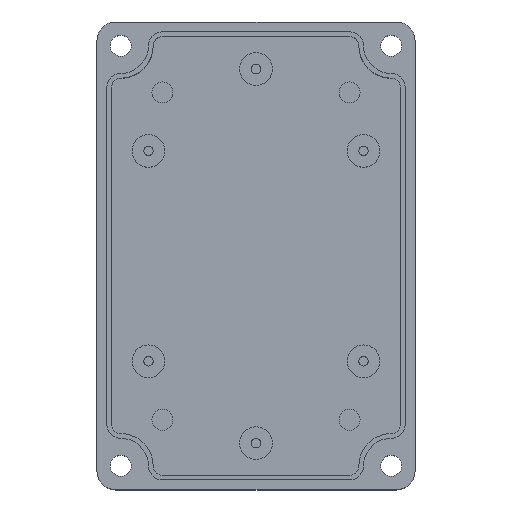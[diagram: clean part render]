
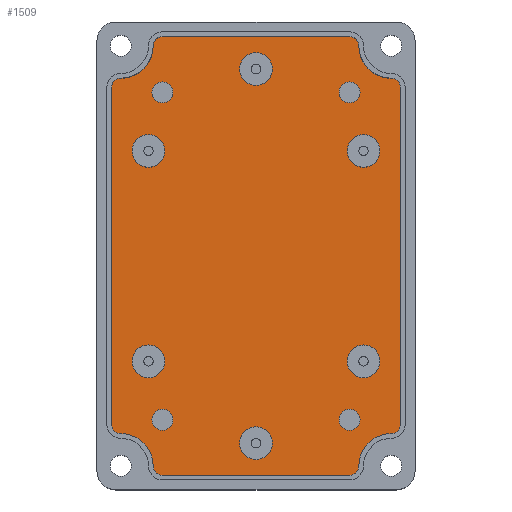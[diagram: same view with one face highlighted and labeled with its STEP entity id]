
A CAD part, top view. The second image highlights one B-rep face of the part: STEP entity #1509.
In plain terms, the highlighted planar face has unit normal (0, 0, 1).
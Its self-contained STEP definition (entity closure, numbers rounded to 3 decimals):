
#30=FACE_BOUND('',#519,.T.);
#31=FACE_BOUND('',#520,.T.);
#32=FACE_BOUND('',#521,.T.);
#33=FACE_BOUND('',#522,.T.);
#34=FACE_BOUND('',#523,.T.);
#35=FACE_BOUND('',#524,.T.);
#36=FACE_BOUND('',#525,.T.);
#37=FACE_BOUND('',#526,.T.);
#38=FACE_BOUND('',#527,.T.);
#39=FACE_BOUND('',#528,.T.);
#77=PLANE('',#1729);
#133=LINE('',#2553,#225);
#139=LINE('',#2577,#231);
#142=LINE('',#2583,#234);
#148=LINE('',#2607,#240);
#225=VECTOR('',#2089,10.);
#231=VECTOR('',#2115,10.);
#234=VECTOR('',#2120,10.);
#240=VECTOR('',#2146,10.);
#407=FACE_OUTER_BOUND('',#518,.T.);
#518=EDGE_LOOP('',(#1333,#1334,#1335,#1336,#1337,#1338,#1339,#1340,#1341,
#1342,#1343,#1344,#1345,#1346,#1347,#1348));
#519=EDGE_LOOP('',(#1349));
#520=EDGE_LOOP('',(#1350));
#521=EDGE_LOOP('',(#1351));
#522=EDGE_LOOP('',(#1352));
#523=EDGE_LOOP('',(#1353));
#524=EDGE_LOOP('',(#1354));
#525=EDGE_LOOP('',(#1355));
#526=EDGE_LOOP('',(#1356));
#527=EDGE_LOOP('',(#1357));
#528=EDGE_LOOP('',(#1358));
#574=CIRCLE('',#1586,2.25);
#576=CIRCLE('',#1590,3.5);
#580=CIRCLE('',#1598,3.5);
#584=CIRCLE('',#1606,3.5);
#588=CIRCLE('',#1614,2.25);
#590=CIRCLE('',#1618,2.25);
#592=CIRCLE('',#1622,3.5);
#596=CIRCLE('',#1630,3.5);
#600=CIRCLE('',#1638,3.5);
#604=CIRCLE('',#1646,2.25);
#617=CIRCLE('',#1669,2.);
#619=CIRCLE('',#1672,6.9);
#621=CIRCLE('',#1675,2.);
#623=CIRCLE('',#1679,2.);
#625=CIRCLE('',#1682,6.9);
#627=CIRCLE('',#1685,2.);
#629=CIRCLE('',#1690,2.);
#631=CIRCLE('',#1693,6.9);
#633=CIRCLE('',#1696,2.);
#635=CIRCLE('',#1700,2.);
#637=CIRCLE('',#1703,6.9);
#639=CIRCLE('',#1706,2.);
#693=VERTEX_POINT('',#2370);
#695=VERTEX_POINT('',#2377);
#699=VERTEX_POINT('',#2391);
#703=VERTEX_POINT('',#2405);
#707=VERTEX_POINT('',#2419);
#709=VERTEX_POINT('',#2426);
#711=VERTEX_POINT('',#2433);
#715=VERTEX_POINT('',#2447);
#719=VERTEX_POINT('',#2461);
#723=VERTEX_POINT('',#2475);
#742=VERTEX_POINT('',#2531);
#743=VERTEX_POINT('',#2532);
#746=VERTEX_POINT('',#2540);
#748=VERTEX_POINT('',#2546);
#750=VERTEX_POINT('',#2552);
#752=VERTEX_POINT('',#2558);
#754=VERTEX_POINT('',#2564);
#756=VERTEX_POINT('',#2570);
#758=VERTEX_POINT('',#2576);
#760=VERTEX_POINT('',#2582);
#762=VERTEX_POINT('',#2588);
#764=VERTEX_POINT('',#2594);
#766=VERTEX_POINT('',#2600);
#768=VERTEX_POINT('',#2606);
#770=VERTEX_POINT('',#2612);
#772=VERTEX_POINT('',#2618);
#846=EDGE_CURVE('',#693,#693,#574,.T.);
#849=EDGE_CURVE('',#695,#695,#576,.T.);
#855=EDGE_CURVE('',#699,#699,#580,.T.);
#861=EDGE_CURVE('',#703,#703,#584,.T.);
#867=EDGE_CURVE('',#707,#707,#588,.T.);
#870=EDGE_CURVE('',#709,#709,#590,.T.);
#873=EDGE_CURVE('',#711,#711,#592,.T.);
#879=EDGE_CURVE('',#715,#715,#596,.T.);
#885=EDGE_CURVE('',#719,#719,#600,.T.);
#891=EDGE_CURVE('',#723,#723,#604,.T.);
#917=EDGE_CURVE('',#742,#743,#617,.T.);
#921=EDGE_CURVE('',#746,#742,#619,.T.);
#924=EDGE_CURVE('',#748,#746,#621,.T.);
#927=EDGE_CURVE('',#750,#748,#133,.T.);
#930=EDGE_CURVE('',#752,#750,#623,.T.);
#933=EDGE_CURVE('',#754,#752,#625,.T.);
#936=EDGE_CURVE('',#756,#754,#627,.T.);
#939=EDGE_CURVE('',#758,#756,#139,.T.);
#942=EDGE_CURVE('',#743,#760,#142,.T.);
#945=EDGE_CURVE('',#760,#762,#629,.T.);
#948=EDGE_CURVE('',#762,#764,#631,.T.);
#951=EDGE_CURVE('',#764,#766,#633,.T.);
#954=EDGE_CURVE('',#766,#768,#148,.T.);
#957=EDGE_CURVE('',#768,#770,#635,.T.);
#960=EDGE_CURVE('',#770,#772,#637,.T.);
#963=EDGE_CURVE('',#772,#758,#639,.T.);
#1333=ORIENTED_EDGE('',*,*,#939,.T.);
#1334=ORIENTED_EDGE('',*,*,#936,.T.);
#1335=ORIENTED_EDGE('',*,*,#933,.T.);
#1336=ORIENTED_EDGE('',*,*,#930,.T.);
#1337=ORIENTED_EDGE('',*,*,#927,.T.);
#1338=ORIENTED_EDGE('',*,*,#924,.T.);
#1339=ORIENTED_EDGE('',*,*,#921,.T.);
#1340=ORIENTED_EDGE('',*,*,#917,.T.);
#1341=ORIENTED_EDGE('',*,*,#942,.T.);
#1342=ORIENTED_EDGE('',*,*,#945,.T.);
#1343=ORIENTED_EDGE('',*,*,#948,.T.);
#1344=ORIENTED_EDGE('',*,*,#951,.T.);
#1345=ORIENTED_EDGE('',*,*,#954,.T.);
#1346=ORIENTED_EDGE('',*,*,#957,.T.);
#1347=ORIENTED_EDGE('',*,*,#960,.T.);
#1348=ORIENTED_EDGE('',*,*,#963,.T.);
#1349=ORIENTED_EDGE('',*,*,#846,.T.);
#1350=ORIENTED_EDGE('',*,*,#867,.T.);
#1351=ORIENTED_EDGE('',*,*,#870,.T.);
#1352=ORIENTED_EDGE('',*,*,#891,.T.);
#1353=ORIENTED_EDGE('',*,*,#855,.T.);
#1354=ORIENTED_EDGE('',*,*,#861,.T.);
#1355=ORIENTED_EDGE('',*,*,#873,.T.);
#1356=ORIENTED_EDGE('',*,*,#885,.T.);
#1357=ORIENTED_EDGE('',*,*,#879,.T.);
#1358=ORIENTED_EDGE('',*,*,#849,.T.);
#1509=ADVANCED_FACE('',(#407,#30,#31,#32,#33,#34,#35,#36,#37,#38,#39),#77,
 .T.);
#1586=AXIS2_PLACEMENT_3D('',#2372,#1873,#1874);
#1590=AXIS2_PLACEMENT_3D('',#2379,#1882,#1883);
#1598=AXIS2_PLACEMENT_3D('',#2393,#1900,#1901);
#1606=AXIS2_PLACEMENT_3D('',#2407,#1918,#1919);
#1614=AXIS2_PLACEMENT_3D('',#2421,#1936,#1937);
#1618=AXIS2_PLACEMENT_3D('',#2428,#1945,#1946);
#1622=AXIS2_PLACEMENT_3D('',#2435,#1954,#1955);
#1630=AXIS2_PLACEMENT_3D('',#2449,#1972,#1973);
#1638=AXIS2_PLACEMENT_3D('',#2463,#1990,#1991);
#1646=AXIS2_PLACEMENT_3D('',#2477,#2008,#2009);
#1669=AXIS2_PLACEMENT_3D('',#2533,#2067,#2068);
#1672=AXIS2_PLACEMENT_3D('',#2541,#2075,#2076);
#1675=AXIS2_PLACEMENT_3D('',#2547,#2082,#2083);
#1679=AXIS2_PLACEMENT_3D('',#2559,#2094,#2095);
#1682=AXIS2_PLACEMENT_3D('',#2565,#2101,#2102);
#1685=AXIS2_PLACEMENT_3D('',#2571,#2108,#2109);
#1690=AXIS2_PLACEMENT_3D('',#2589,#2125,#2126);
#1693=AXIS2_PLACEMENT_3D('',#2595,#2132,#2133);
#1696=AXIS2_PLACEMENT_3D('',#2601,#2139,#2140);
#1700=AXIS2_PLACEMENT_3D('',#2613,#2151,#2152);
#1703=AXIS2_PLACEMENT_3D('',#2619,#2158,#2159);
#1706=AXIS2_PLACEMENT_3D('',#2624,#2165,#2166);
#1729=AXIS2_PLACEMENT_3D('',#2672,#2222,#2223);
#1873=DIRECTION('center_axis',(0.,0.,-1.));
#1874=DIRECTION('ref_axis',(1.,0.,0.));
#1882=DIRECTION('center_axis',(0.,0.,-1.));
#1883=DIRECTION('ref_axis',(1.,0.,0.));
#1900=DIRECTION('center_axis',(0.,0.,-1.));
#1901=DIRECTION('ref_axis',(-1.,0.,0.));
#1918=DIRECTION('center_axis',(0.,0.,-1.));
#1919=DIRECTION('ref_axis',(1.,0.,0.));
#1936=DIRECTION('center_axis',(0.,0.,-1.));
#1937=DIRECTION('ref_axis',(1.,0.,0.));
#1945=DIRECTION('center_axis',(0.,0.,-1.));
#1946=DIRECTION('ref_axis',(1.,0.,0.));
#1954=DIRECTION('center_axis',(0.,0.,-1.));
#1955=DIRECTION('ref_axis',(1.,0.,0.));
#1972=DIRECTION('center_axis',(0.,0.,-1.));
#1973=DIRECTION('ref_axis',(-1.,0.,0.));
#1990=DIRECTION('center_axis',(0.,0.,-1.));
#1991=DIRECTION('ref_axis',(1.,0.,0.));
#2008=DIRECTION('center_axis',(0.,0.,-1.));
#2009=DIRECTION('ref_axis',(1.,0.,0.));
#2067=DIRECTION('center_axis',(0.,0.,1.));
#2068=DIRECTION('ref_axis',(-1.,0.,0.));
#2075=DIRECTION('center_axis',(0.,0.,-1.));
#2076=DIRECTION('ref_axis',(0.,1.,0.));
#2082=DIRECTION('center_axis',(0.,0.,1.));
#2083=DIRECTION('ref_axis',(-1.,0.,0.));
#2089=DIRECTION('',(0.,-1.,0.));
#2094=DIRECTION('center_axis',(0.,0.,1.));
#2095=DIRECTION('ref_axis',(0.,1.,0.));
#2101=DIRECTION('center_axis',(0.,0.,-1.));
#2102=DIRECTION('ref_axis',(1.,0.,0.));
#2108=DIRECTION('center_axis',(0.,0.,1.));
#2109=DIRECTION('ref_axis',(0.,1.,0.));
#2115=DIRECTION('',(-1.,0.,0.));
#2120=DIRECTION('',(1.,0.,0.));
#2125=DIRECTION('center_axis',(0.,0.,1.));
#2126=DIRECTION('ref_axis',(0.,-1.,0.));
#2132=DIRECTION('center_axis',(0.,0.,-1.));
#2133=DIRECTION('ref_axis',(-1.,0.,0.));
#2139=DIRECTION('center_axis',(0.,0.,1.));
#2140=DIRECTION('ref_axis',(0.,-1.,0.));
#2146=DIRECTION('',(0.,1.,0.));
#2151=DIRECTION('center_axis',(0.,0.,1.));
#2152=DIRECTION('ref_axis',(1.,0.,0.));
#2158=DIRECTION('center_axis',(0.,0.,-1.));
#2159=DIRECTION('ref_axis',(0.,-1.,0.));
#2165=DIRECTION('center_axis',(0.,0.,1.));
#2166=DIRECTION('ref_axis',(1.,0.,0.));
#2222=DIRECTION('center_axis',(0.,0.,1.));
#2223=DIRECTION('ref_axis',(1.,0.,0.));
#2370=CARTESIAN_POINT('',(48.65,81.9,2.));
#2372=CARTESIAN_POINT('Origin',(50.9,81.9,2.));
#2377=CARTESIAN_POINT('',(50.4,69.4,2.));
#2379=CARTESIAN_POINT('Origin',(53.9,69.4,2.));
#2391=CARTESIAN_POINT('',(34.4,86.9,2.));
#2393=CARTESIAN_POINT('Origin',(30.9,86.9,2.));
#2405=CARTESIAN_POINT('',(4.4,24.4,2.));
#2407=CARTESIAN_POINT('Origin',(7.9,24.4,2.));
#2419=CARTESIAN_POINT('',(48.65,11.9,2.));
#2421=CARTESIAN_POINT('Origin',(50.9,11.9,2.));
#2426=CARTESIAN_POINT('',(8.65,81.9,2.));
#2428=CARTESIAN_POINT('Origin',(10.9,81.9,2.));
#2433=CARTESIAN_POINT('',(50.4,24.4,2.));
#2435=CARTESIAN_POINT('Origin',(53.9,24.4,2.));
#2447=CARTESIAN_POINT('',(11.4,69.4,2.));
#2449=CARTESIAN_POINT('Origin',(7.9,69.4,2.));
#2461=CARTESIAN_POINT('',(27.4,6.9,2.));
#2463=CARTESIAN_POINT('Origin',(30.9,6.9,2.));
#2475=CARTESIAN_POINT('',(8.65,11.9,2.));
#2477=CARTESIAN_POINT('Origin',(10.9,11.9,2.));
#2531=CARTESIAN_POINT('',(8.9,2.,2.));
#2532=CARTESIAN_POINT('',(10.9,0.,2.));
#2533=CARTESIAN_POINT('Origin',(10.9,2.,2.));
#2540=CARTESIAN_POINT('',(2.,8.9,2.));
#2541=CARTESIAN_POINT('Origin',(2.,2.,2.));
#2546=CARTESIAN_POINT('',(0.,10.9,2.));
#2547=CARTESIAN_POINT('Origin',(2.,10.9,2.));
#2552=CARTESIAN_POINT('',(0.,82.9,2.));
#2553=CARTESIAN_POINT('',(0.,82.9,2.));
#2558=CARTESIAN_POINT('',(2.,84.9,2.));
#2559=CARTESIAN_POINT('Origin',(2.,82.9,2.));
#2564=CARTESIAN_POINT('',(8.9,91.8,2.));
#2565=CARTESIAN_POINT('Origin',(2.,91.8,2.));
#2570=CARTESIAN_POINT('',(10.9,93.8,2.));
#2571=CARTESIAN_POINT('Origin',(10.9,91.8,2.));
#2576=CARTESIAN_POINT('',(50.9,93.8,2.));
#2577=CARTESIAN_POINT('',(50.9,93.8,2.));
#2582=CARTESIAN_POINT('',(50.9,0.,2.));
#2583=CARTESIAN_POINT('',(10.9,0.,2.));
#2588=CARTESIAN_POINT('',(52.9,2.,2.));
#2589=CARTESIAN_POINT('Origin',(50.9,2.,2.));
#2594=CARTESIAN_POINT('',(59.8,8.9,2.));
#2595=CARTESIAN_POINT('Origin',(59.8,2.,2.));
#2600=CARTESIAN_POINT('',(61.8,10.9,2.));
#2601=CARTESIAN_POINT('Origin',(59.8,10.9,2.));
#2606=CARTESIAN_POINT('',(61.8,82.9,2.));
#2607=CARTESIAN_POINT('',(61.8,10.9,2.));
#2612=CARTESIAN_POINT('',(59.8,84.9,2.));
#2613=CARTESIAN_POINT('Origin',(59.8,82.9,2.));
#2618=CARTESIAN_POINT('',(52.9,91.8,2.));
#2619=CARTESIAN_POINT('Origin',(59.8,91.8,2.));
#2624=CARTESIAN_POINT('Origin',(50.9,91.8,2.));
#2672=CARTESIAN_POINT('Origin',(30.9,46.9,2.));
